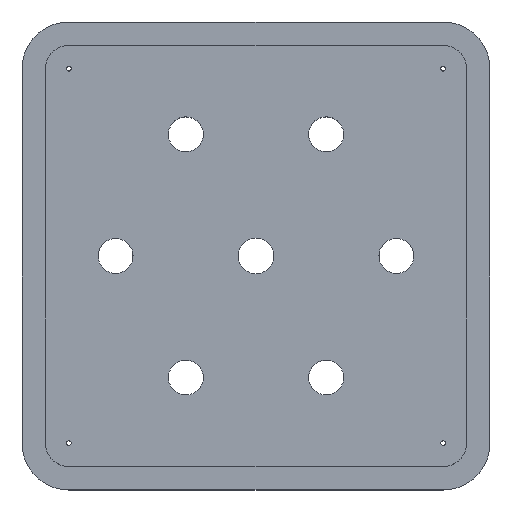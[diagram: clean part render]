
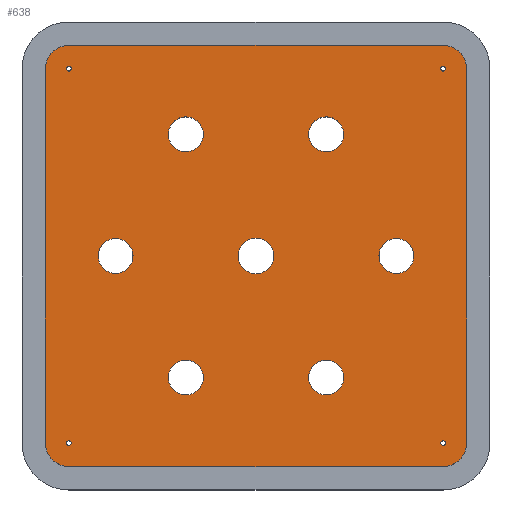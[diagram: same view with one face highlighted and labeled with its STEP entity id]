
A CAD part, top view. The second image highlights one B-rep face of the part: STEP entity #638.
In plain terms, the highlighted planar face has unit normal (0, 0, 1).
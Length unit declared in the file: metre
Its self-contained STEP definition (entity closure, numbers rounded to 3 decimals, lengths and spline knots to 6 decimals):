
#62=CIRCLE('',#710,0.0005);
#64=CIRCLE('',#713,0.0005);
#66=CIRCLE('',#716,0.0005);
#68=CIRCLE('',#719,0.0005);
#70=CIRCLE('',#723,0.003734);
#71=CIRCLE('',#724,0.003734);
#72=CIRCLE('',#725,0.003734);
#73=CIRCLE('',#726,0.003734);
#74=CIRCLE('',#727,0.003734);
#75=CIRCLE('',#728,0.003734);
#76=CIRCLE('',#729,0.0038);
#77=CIRCLE('',#730,0.005);
#78=CIRCLE('',#731,0.005);
#79=CIRCLE('',#732,0.005);
#80=CIRCLE('',#733,0.005);
#176=ORIENTED_EDGE('',*,*,#304,.T.);
#177=ORIENTED_EDGE('',*,*,#305,.T.);
#178=ORIENTED_EDGE('',*,*,#306,.T.);
#179=ORIENTED_EDGE('',*,*,#307,.T.);
#180=ORIENTED_EDGE('',*,*,#308,.T.);
#181=ORIENTED_EDGE('',*,*,#309,.T.);
#182=ORIENTED_EDGE('',*,*,#310,.T.);
#183=ORIENTED_EDGE('',*,*,#299,.F.);
#184=ORIENTED_EDGE('',*,*,#297,.F.);
#185=ORIENTED_EDGE('',*,*,#295,.F.);
#186=ORIENTED_EDGE('',*,*,#293,.F.);
#187=ORIENTED_EDGE('',*,*,#288,.T.);
#188=ORIENTED_EDGE('',*,*,#311,.T.);
#189=ORIENTED_EDGE('',*,*,#290,.T.);
#190=ORIENTED_EDGE('',*,*,#312,.T.);
#191=ORIENTED_EDGE('',*,*,#301,.F.);
#192=ORIENTED_EDGE('',*,*,#313,.T.);
#193=ORIENTED_EDGE('',*,*,#284,.F.);
#194=ORIENTED_EDGE('',*,*,#314,.T.);
#284=EDGE_CURVE('',#354,#355,#401,.T.);
#288=EDGE_CURVE('',#357,#356,#405,.T.);
#290=EDGE_CURVE('',#358,#359,#407,.T.);
#293=EDGE_CURVE('',#360,#360,#62,.T.);
#295=EDGE_CURVE('',#362,#362,#64,.T.);
#297=EDGE_CURVE('',#364,#364,#66,.T.);
#299=EDGE_CURVE('',#366,#366,#68,.T.);
#301=EDGE_CURVE('',#368,#369,#410,.T.);
#304=EDGE_CURVE('',#370,#370,#70,.T.);
#305=EDGE_CURVE('',#371,#371,#71,.T.);
#306=EDGE_CURVE('',#372,#372,#72,.T.);
#307=EDGE_CURVE('',#373,#373,#73,.T.);
#308=EDGE_CURVE('',#374,#374,#74,.T.);
#309=EDGE_CURVE('',#375,#375,#75,.T.);
#310=EDGE_CURVE('',#376,#376,#76,.T.);
#311=EDGE_CURVE('',#356,#358,#77,.T.);
#312=EDGE_CURVE('',#359,#369,#78,.T.);
#313=EDGE_CURVE('',#368,#355,#79,.T.);
#314=EDGE_CURVE('',#354,#357,#80,.T.);
#354=VERTEX_POINT('',#1053);
#355=VERTEX_POINT('',#1054);
#356=VERTEX_POINT('',#1059);
#357=VERTEX_POINT('',#1061);
#358=VERTEX_POINT('',#1065);
#359=VERTEX_POINT('',#1066);
#360=VERTEX_POINT('',#1071);
#362=VERTEX_POINT('',#1076);
#364=VERTEX_POINT('',#1081);
#366=VERTEX_POINT('',#1086);
#368=VERTEX_POINT('',#1091);
#369=VERTEX_POINT('',#1092);
#370=VERTEX_POINT('',#1097);
#371=VERTEX_POINT('',#1099);
#372=VERTEX_POINT('',#1101);
#373=VERTEX_POINT('',#1103);
#374=VERTEX_POINT('',#1105);
#375=VERTEX_POINT('',#1107);
#376=VERTEX_POINT('',#1109);
#401=LINE('',#1052,#433);
#405=LINE('',#1060,#437);
#407=LINE('',#1064,#439);
#410=LINE('',#1090,#442);
#433=VECTOR('',#848,1.);
#437=VECTOR('',#854,1.);
#439=VECTOR('',#858,1.);
#442=VECTOR('',#887,1.);
#479=EDGE_LOOP('',(#176));
#480=EDGE_LOOP('',(#177));
#481=EDGE_LOOP('',(#178));
#482=EDGE_LOOP('',(#179));
#483=EDGE_LOOP('',(#180));
#484=EDGE_LOOP('',(#181));
#485=EDGE_LOOP('',(#182));
#486=EDGE_LOOP('',(#183));
#487=EDGE_LOOP('',(#184));
#488=EDGE_LOOP('',(#185));
#489=EDGE_LOOP('',(#186));
#490=EDGE_LOOP('',(#187,#188,#189,#190,#191,#192,#193,#194));
#559=FACE_BOUND('',#479,.T.);
#560=FACE_BOUND('',#480,.T.);
#561=FACE_BOUND('',#481,.T.);
#562=FACE_BOUND('',#482,.T.);
#563=FACE_BOUND('',#483,.T.);
#564=FACE_BOUND('',#484,.T.);
#565=FACE_BOUND('',#485,.T.);
#566=FACE_BOUND('',#486,.T.);
#567=FACE_BOUND('',#487,.T.);
#568=FACE_BOUND('',#488,.T.);
#569=FACE_BOUND('',#489,.T.);
#570=FACE_BOUND('',#490,.T.);
#615=PLANE('',#722);
#638=ADVANCED_FACE('',(#559,#560,#561,#562,#563,#564,#565,#566,#567,#568,
#569,#570),#615,.T.);
#710=AXIS2_PLACEMENT_3D('',#1070,#863,#864);
#713=AXIS2_PLACEMENT_3D('',#1075,#869,#870);
#716=AXIS2_PLACEMENT_3D('',#1080,#875,#876);
#719=AXIS2_PLACEMENT_3D('',#1085,#881,#882);
#722=AXIS2_PLACEMENT_3D('',#1095,#890,#891);
#723=AXIS2_PLACEMENT_3D('',#1096,#892,#893);
#724=AXIS2_PLACEMENT_3D('',#1098,#894,#895);
#725=AXIS2_PLACEMENT_3D('',#1100,#896,#897);
#726=AXIS2_PLACEMENT_3D('',#1102,#898,#899);
#727=AXIS2_PLACEMENT_3D('',#1104,#900,#901);
#728=AXIS2_PLACEMENT_3D('',#1106,#902,#903);
#729=AXIS2_PLACEMENT_3D('',#1108,#904,#905);
#730=AXIS2_PLACEMENT_3D('',#1110,#906,#907);
#731=AXIS2_PLACEMENT_3D('',#1111,#908,#909);
#732=AXIS2_PLACEMENT_3D('',#1112,#910,#911);
#733=AXIS2_PLACEMENT_3D('',#1113,#912,#913);
#848=DIRECTION('',(1.,0.,0.));
#854=DIRECTION('',(0.,-1.,0.));
#858=DIRECTION('',(1.,0.,0.));
#863=DIRECTION('',(0.,0.,1.));
#864=DIRECTION('',(1.,0.,0.));
#869=DIRECTION('',(0.,0.,1.));
#870=DIRECTION('',(1.,0.,0.));
#875=DIRECTION('',(0.,0.,1.));
#876=DIRECTION('',(1.,0.,0.));
#881=DIRECTION('',(0.,0.,1.));
#882=DIRECTION('',(1.,0.,0.));
#887=DIRECTION('',(0.,-1.,0.));
#890=DIRECTION('',(0.,0.,1.));
#891=DIRECTION('',(1.,0.,0.));
#892=DIRECTION('',(0.,0.,-1.));
#893=DIRECTION('',(-1.,0.,0.));
#894=DIRECTION('',(0.,0.,-1.));
#895=DIRECTION('',(-1.,0.,0.));
#896=DIRECTION('',(0.,0.,-1.));
#897=DIRECTION('',(-1.,0.,0.));
#898=DIRECTION('',(0.,0.,-1.));
#899=DIRECTION('',(-1.,0.,0.));
#900=DIRECTION('',(0.,0.,-1.));
#901=DIRECTION('',(-1.,0.,0.));
#902=DIRECTION('',(0.,0.,-1.));
#903=DIRECTION('',(-1.,0.,0.));
#904=DIRECTION('',(0.,0.,-1.));
#905=DIRECTION('',(-1.,0.,0.));
#906=DIRECTION('',(0.,0.,1.));
#907=DIRECTION('',(1.,0.,0.));
#908=DIRECTION('',(0.,0.,1.));
#909=DIRECTION('',(1.,0.,0.));
#910=DIRECTION('',(0.,0.,1.));
#911=DIRECTION('',(1.,0.,0.));
#912=DIRECTION('',(0.,0.,1.));
#913=DIRECTION('',(1.,0.,0.));
#1052=CARTESIAN_POINT('',(0.,-0.086203,0.01));
#1053=CARTESIAN_POINT('',(-0.04,-0.086203,0.01));
#1054=CARTESIAN_POINT('',(0.04,-0.086203,0.01));
#1059=CARTESIAN_POINT('',(-0.045,-0.171203,0.01));
#1060=CARTESIAN_POINT('',(-0.045,-0.131203,0.01));
#1061=CARTESIAN_POINT('',(-0.045,-0.091203,0.01));
#1064=CARTESIAN_POINT('',(0.,-0.176203,0.01));
#1065=CARTESIAN_POINT('',(-0.04,-0.176203,0.01));
#1066=CARTESIAN_POINT('',(0.04,-0.176203,0.01));
#1070=CARTESIAN_POINT('',(-0.04,-0.091203,0.01));
#1071=CARTESIAN_POINT('',(-0.0395,-0.091203,0.01));
#1075=CARTESIAN_POINT('',(-0.04,-0.171203,0.01));
#1076=CARTESIAN_POINT('',(-0.0395,-0.171203,0.01));
#1080=CARTESIAN_POINT('',(0.04,-0.171203,0.01));
#1081=CARTESIAN_POINT('',(0.0405,-0.171203,0.01));
#1085=CARTESIAN_POINT('',(0.04,-0.091203,0.01));
#1086=CARTESIAN_POINT('',(0.0405,-0.091203,0.01));
#1090=CARTESIAN_POINT('',(0.045,-0.131203,0.01));
#1091=CARTESIAN_POINT('',(0.045,-0.091203,0.01));
#1092=CARTESIAN_POINT('',(0.045,-0.171203,0.01));
#1095=CARTESIAN_POINT('',(0.,-0.131203,0.01));
#1096=CARTESIAN_POINT('',(-0.015,-0.157184,0.01));
#1097=CARTESIAN_POINT('',(-0.018734,-0.157184,0.01));
#1098=CARTESIAN_POINT('',(0.015,-0.157184,0.01));
#1099=CARTESIAN_POINT('',(0.011266,-0.157184,0.01));
#1100=CARTESIAN_POINT('',(0.03,-0.131203,0.01));
#1101=CARTESIAN_POINT('',(0.026266,-0.131203,0.01));
#1102=CARTESIAN_POINT('',(0.015,-0.105222,0.01));
#1103=CARTESIAN_POINT('',(0.011266,-0.105222,0.01));
#1104=CARTESIAN_POINT('',(-0.015,-0.105222,0.01));
#1105=CARTESIAN_POINT('',(-0.018734,-0.105222,0.01));
#1106=CARTESIAN_POINT('',(-0.03,-0.131203,0.01));
#1107=CARTESIAN_POINT('',(-0.033734,-0.131203,0.01));
#1108=CARTESIAN_POINT('',(0.,-0.131203,0.01));
#1109=CARTESIAN_POINT('',(-0.0038,-0.131203,0.01));
#1110=CARTESIAN_POINT('',(-0.04,-0.171203,0.01));
#1111=CARTESIAN_POINT('',(0.04,-0.171203,0.01));
#1112=CARTESIAN_POINT('',(0.04,-0.091203,0.01));
#1113=CARTESIAN_POINT('',(-0.04,-0.091203,0.01));
